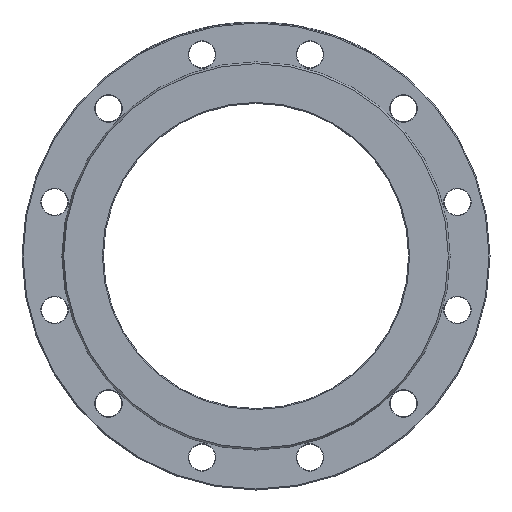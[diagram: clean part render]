
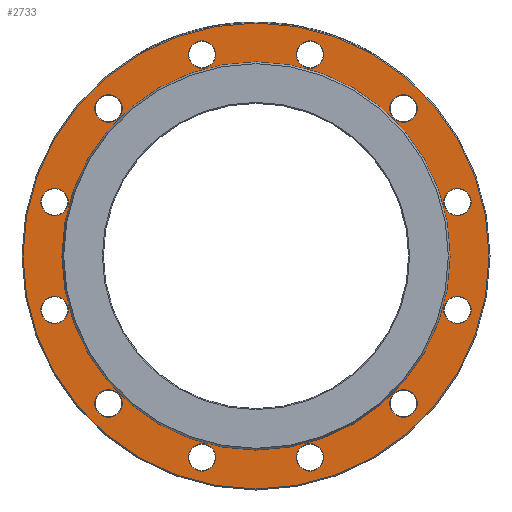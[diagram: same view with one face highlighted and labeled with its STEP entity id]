
A CAD part, left-side view. The second image highlights one B-rep face of the part: STEP entity #2733.
In plain terms, the highlighted planar face has unit normal (-1, 0, 0).
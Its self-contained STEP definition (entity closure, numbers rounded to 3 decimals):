
#60 = ORIENTED_EDGE ( 'NONE', *, *, #9188, .T. ) ;
#97 = ORIENTED_EDGE ( 'NONE', *, *, #5739, .T. ) ;
#111 = AXIS2_PLACEMENT_3D ( 'NONE', #9551, #3263, #6891 ) ;
#344 = VERTEX_POINT ( 'NONE', #3070 ) ;
#387 = DIRECTION ( 'NONE',  ( 0., 0.5, 0.866 ) ) ;
#392 = DIRECTION ( 'NONE',  ( 0., 0., 1. ) ) ;
#404 = CARTESIAN_POINT ( 'NONE',  ( 4., -138.207, 156.648 ) ) ;
#485 = DIRECTION ( 'NONE',  ( 1., 0., 0. ) ) ;
#491 = AXIS2_PLACEMENT_3D ( 'NONE', #4879, #4048, #387 ) ;
#661 = AXIS2_PLACEMENT_3D ( 'NONE', #8342, #3887, #5567 ) ;
#694 = DIRECTION ( 'NONE',  ( 1., 0., 0. ) ) ;
#813 = CARTESIAN_POINT ( 'NONE',  ( 4., -53.058, -198.015 ) ) ;
#1061 = CIRCLE ( 'NONE', #8421, 13.5 ) ;
#1086 = DIRECTION ( 'NONE',  ( -1., 0., 0. ) ) ;
#1170 = EDGE_CURVE ( 'NONE', #11654, #11654, #8600, .T. ) ;
#1188 = VERTEX_POINT ( 'NONE', #4664 ) ;
#1306 = VERTEX_POINT ( 'NONE', #404 ) ;
#1435 = EDGE_LOOP ( 'NONE', ( #7444 ) ) ;
#1453 = FACE_BOUND ( 'NONE', #3702, .T. ) ;
#1523 = EDGE_LOOP ( 'NONE', ( #10165 ) ) ;
#1601 = VERTEX_POINT ( 'NONE', #3722 ) ;
#1685 = FACE_BOUND ( 'NONE', #1523, .T. ) ;
#1747 = CIRCLE ( 'NONE', #4187, 13.5 ) ;
#1838 = AXIS2_PLACEMENT_3D ( 'NONE', #5836, #8496, #10443 ) ;
#1916 = DIRECTION ( 'NONE',  ( 1., 0., 0. ) ) ;
#1957 = VERTEX_POINT ( 'NONE', #5569 ) ;
#1978 = DIRECTION ( 'NONE',  ( 1., 0., 0. ) ) ;
#2062 = ORIENTED_EDGE ( 'NONE', *, *, #11274, .T. ) ;
#2084 = DIRECTION ( 'NONE',  ( 0., 0.5, -0.866 ) ) ;
#2193 = AXIS2_PLACEMENT_3D ( 'NONE', #8910, #7026, #10622 ) ;
#2326 = EDGE_LOOP ( 'NONE', ( #7241 ) ) ;
#2381 = AXIS2_PLACEMENT_3D ( 'NONE', #9796, #10672, #11605 ) ;
#2382 = FACE_BOUND ( 'NONE', #8937, .T. ) ;
#2407 = CARTESIAN_POINT ( 'NONE',  ( 4., -156.648, -138.207 ) ) ;
#2649 = EDGE_LOOP ( 'NONE', ( #2062 ) ) ;
#2733 = ADVANCED_FACE ( 'NONE', ( #1453, #2382, #6128, #5047, #10503, #3274, #8789, #8672, #9742, #5231, #4331, #3163, #11272, #1685 ), #6408, .F. ) ;
#2765 = EDGE_LOOP ( 'NONE', ( #4428 ) ) ;
#2840 = VERTEX_POINT ( 'NONE', #8464 ) ;
#2859 = CARTESIAN_POINT ( 'NONE',  ( 4., 53.058, -198.015 ) ) ;
#2954 = CARTESIAN_POINT ( 'NONE',  ( 4., -198.015, 66.558 ) ) ;
#2962 = DIRECTION ( 'NONE',  ( 1., 0., 0. ) ) ;
#2989 = ORIENTED_EDGE ( 'NONE', *, *, #9693, .T. ) ;
#3070 = CARTESIAN_POINT ( 'NONE',  ( 4., 0., -229. ) ) ;
#3095 = EDGE_CURVE ( 'NONE', #1601, #1601, #6196, .T. ) ;
#3163 = FACE_BOUND ( 'NONE', #6233, .T. ) ;
#3263 = DIRECTION ( 'NONE',  ( 1., 0., 0. ) ) ;
#3274 = FACE_BOUND ( 'NONE', #10825, .T. ) ;
#3360 = ORIENTED_EDGE ( 'NONE', *, *, #10623, .T. ) ;
#3665 = ORIENTED_EDGE ( 'NONE', *, *, #5860, .T. ) ;
#3689 = CIRCLE ( 'NONE', #6162, 13.5 ) ;
#3702 = EDGE_LOOP ( 'NONE', ( #60 ) ) ;
#3722 = CARTESIAN_POINT ( 'NONE',  ( 4., -66.558, -198.015 ) ) ;
#3734 = DIRECTION ( 'NONE',  ( 0., 0., -1. ) ) ;
#3739 = DIRECTION ( 'NONE',  ( 0., -0.5, 0.866 ) ) ;
#3834 = VERTEX_POINT ( 'NONE', #8229 ) ;
#3887 = DIRECTION ( 'NONE',  ( -1., 0., 0. ) ) ;
#3899 = CARTESIAN_POINT ( 'NONE',  ( 4., 144.957, -144.957 ) ) ;
#4048 = DIRECTION ( 'NONE',  ( 1., 0., 0. ) ) ;
#4088 = DIRECTION ( 'NONE',  ( 0., 0.866, -0.5 ) ) ;
#4187 = AXIS2_PLACEMENT_3D ( 'NONE', #4802, #485, #4088 ) ;
#4331 = FACE_BOUND ( 'NONE', #2326, .T. ) ;
#4428 = ORIENTED_EDGE ( 'NONE', *, *, #10199, .T. ) ;
#4610 = DIRECTION ( 'NONE',  ( 0., 0., -1. ) ) ;
#4623 = DIRECTION ( 'NONE',  ( 0., -0.866, -0.5 ) ) ;
#4640 = CIRCLE ( 'NONE', #2193, 13.5 ) ;
#4664 = CARTESIAN_POINT ( 'NONE',  ( 4., 138.207, -156.648 ) ) ;
#4707 = EDGE_CURVE ( 'NONE', #1957, #1957, #9213, .T. ) ;
#4721 = VERTEX_POINT ( 'NONE', #6403 ) ;
#4739 = DIRECTION ( 'NONE',  ( 1., 0., 0. ) ) ;
#4802 = CARTESIAN_POINT ( 'NONE',  ( 4., 144.957, 144.957 ) ) ;
#4829 = EDGE_LOOP ( 'NONE', ( #3360 ) ) ;
#4879 = CARTESIAN_POINT ( 'NONE',  ( 4., -144.957, 144.957 ) ) ;
#5019 = CIRCLE ( 'NONE', #111, 13.5 ) ;
#5047 = FACE_BOUND ( 'NONE', #9131, .T. ) ;
#5231 = FACE_BOUND ( 'NONE', #8817, .T. ) ;
#5422 = AXIS2_PLACEMENT_3D ( 'NONE', #10904, #1086, #3734 ) ;
#5567 = DIRECTION ( 'NONE',  ( 0., 0., 1. ) ) ;
#5569 = CARTESIAN_POINT ( 'NONE',  ( 4., 66.558, 198.015 ) ) ;
#5702 = CARTESIAN_POINT ( 'NONE',  ( 4., -198.015, -53.058 ) ) ;
#5719 = CIRCLE ( 'NONE', #8934, 13.5 ) ;
#5739 = EDGE_CURVE ( 'NONE', #10071, #10071, #9311, .T. ) ;
#5836 = CARTESIAN_POINT ( 'NONE',  ( 4., 53.058, 198.015 ) ) ;
#5860 = EDGE_CURVE ( 'NONE', #3834, #3834, #10068, .T. ) ;
#5905 = CARTESIAN_POINT ( 'NONE',  ( 4., -198.015, 53.058 ) ) ;
#6128 = FACE_BOUND ( 'NONE', #7621, .T. ) ;
#6162 = AXIS2_PLACEMENT_3D ( 'NONE', #10910, #4739, #2084 ) ;
#6180 = CIRCLE ( 'NONE', #5422, 229. ) ;
#6196 = CIRCLE ( 'NONE', #10722, 13.5 ) ;
#6233 = EDGE_LOOP ( 'NONE', ( #6265 ) ) ;
#6265 = ORIENTED_EDGE ( 'NONE', *, *, #11159, .T. ) ;
#6403 = CARTESIAN_POINT ( 'NONE',  ( 4., -204.765, -41.367 ) ) ;
#6408 = PLANE ( 'NONE',  #11103 ) ;
#6585 = CARTESIAN_POINT ( 'NONE',  ( 4., 190.781, 0. ) ) ;
#6587 = DIRECTION ( 'NONE',  ( 0., -0.5, -0.866 ) ) ;
#6799 = DIRECTION ( 'NONE',  ( 1., 0., 0. ) ) ;
#6810 = VERTEX_POINT ( 'NONE', #2407 ) ;
#6864 = DIRECTION ( 'NONE',  ( 0., -1., 0. ) ) ;
#6880 = EDGE_CURVE ( 'NONE', #2840, #2840, #1747, .T. ) ;
#6891 = DIRECTION ( 'NONE',  ( 0., -0.866, 0.5 ) ) ;
#7026 = DIRECTION ( 'NONE',  ( 1., 0., 0. ) ) ;
#7162 = EDGE_CURVE ( 'NONE', #1188, #1188, #5719, .T. ) ;
#7214 = EDGE_LOOP ( 'NONE', ( #8644 ) ) ;
#7232 = AXIS2_PLACEMENT_3D ( 'NONE', #5905, #6799, #392 ) ;
#7241 = ORIENTED_EDGE ( 'NONE', *, *, #7162, .T. ) ;
#7444 = ORIENTED_EDGE ( 'NONE', *, *, #3095, .T. ) ;
#7498 = CIRCLE ( 'NONE', #491, 13.5 ) ;
#7621 = EDGE_LOOP ( 'NONE', ( #10875 ) ) ;
#7694 = CARTESIAN_POINT ( 'NONE',  ( 4., -41.367, 204.765 ) ) ;
#8172 = CARTESIAN_POINT ( 'NONE',  ( 4., 0., 190.781 ) ) ;
#8229 = CARTESIAN_POINT ( 'NONE',  ( 4., 41.367, -204.765 ) ) ;
#8342 = CARTESIAN_POINT ( 'NONE',  ( 4., 0., 0. ) ) ;
#8421 = AXIS2_PLACEMENT_3D ( 'NONE', #5702, #1916, #3739 ) ;
#8464 = CARTESIAN_POINT ( 'NONE',  ( 4., 156.648, 138.207 ) ) ;
#8496 = DIRECTION ( 'NONE',  ( 1., 0., 0. ) ) ;
#8600 = CIRCLE ( 'NONE', #661, 190.781 ) ;
#8644 = ORIENTED_EDGE ( 'NONE', *, *, #9257, .T. ) ;
#8672 = FACE_BOUND ( 'NONE', #4829, .T. ) ;
#8789 = FACE_BOUND ( 'NONE', #7214, .T. ) ;
#8817 = EDGE_LOOP ( 'NONE', ( #3665 ) ) ;
#8910 = CARTESIAN_POINT ( 'NONE',  ( 4., -53.058, 198.015 ) ) ;
#8934 = AXIS2_PLACEMENT_3D ( 'NONE', #3899, #2962, #6587 ) ;
#8937 = EDGE_LOOP ( 'NONE', ( #11400 ) ) ;
#9131 = EDGE_LOOP ( 'NONE', ( #2989 ) ) ;
#9188 = EDGE_CURVE ( 'NONE', #9242, #9242, #3689, .T. ) ;
#9213 = CIRCLE ( 'NONE', #1838, 13.5 ) ;
#9242 = VERTEX_POINT ( 'NONE', #10891 ) ;
#9257 = EDGE_CURVE ( 'NONE', #4721, #4721, #1061, .T. ) ;
#9309 = DIRECTION ( 'NONE',  ( 1., 0., 0. ) ) ;
#9311 = CIRCLE ( 'NONE', #7232, 13.5 ) ;
#9528 = VERTEX_POINT ( 'NONE', #9586 ) ;
#9551 = CARTESIAN_POINT ( 'NONE',  ( 4., -144.957, -144.957 ) ) ;
#9586 = CARTESIAN_POINT ( 'NONE',  ( 4., 198.015, -66.558 ) ) ;
#9693 = EDGE_CURVE ( 'NONE', #10357, #10357, #4640, .T. ) ;
#9742 = FACE_BOUND ( 'NONE', #1435, .T. ) ;
#9777 = CIRCLE ( 'NONE', #2381, 13.5 ) ;
#9796 = CARTESIAN_POINT ( 'NONE',  ( 4., 198.015, -53.058 ) ) ;
#10068 = CIRCLE ( 'NONE', #10248, 13.5 ) ;
#10071 = VERTEX_POINT ( 'NONE', #2954 ) ;
#10165 = ORIENTED_EDGE ( 'NONE', *, *, #1170, .F. ) ;
#10199 = EDGE_CURVE ( 'NONE', #1306, #1306, #7498, .T. ) ;
#10248 = AXIS2_PLACEMENT_3D ( 'NONE', #2859, #1978, #4623 ) ;
#10357 = VERTEX_POINT ( 'NONE', #7694 ) ;
#10443 = DIRECTION ( 'NONE',  ( 0., 1., 0. ) ) ;
#10503 = FACE_BOUND ( 'NONE', #2765, .T. ) ;
#10622 = DIRECTION ( 'NONE',  ( 0., 0.866, 0.5 ) ) ;
#10623 = EDGE_CURVE ( 'NONE', #6810, #6810, #5019, .T. ) ;
#10672 = DIRECTION ( 'NONE',  ( 1., 0., 0. ) ) ;
#10722 = AXIS2_PLACEMENT_3D ( 'NONE', #813, #694, #6864 ) ;
#10825 = EDGE_LOOP ( 'NONE', ( #97 ) ) ;
#10875 = ORIENTED_EDGE ( 'NONE', *, *, #4707, .T. ) ;
#10891 = CARTESIAN_POINT ( 'NONE',  ( 4., 204.765, 41.367 ) ) ;
#10904 = CARTESIAN_POINT ( 'NONE',  ( 4., 0., 0. ) ) ;
#10910 = CARTESIAN_POINT ( 'NONE',  ( 4., 198.015, 53.058 ) ) ;
#11103 = AXIS2_PLACEMENT_3D ( 'NONE', #6585, #9309, #4610 ) ;
#11159 = EDGE_CURVE ( 'NONE', #9528, #9528, #9777, .T. ) ;
#11272 = FACE_OUTER_BOUND ( 'NONE', #2649, .T. ) ;
#11274 = EDGE_CURVE ( 'NONE', #344, #344, #6180, .T. ) ;
#11400 = ORIENTED_EDGE ( 'NONE', *, *, #6880, .T. ) ;
#11605 = DIRECTION ( 'NONE',  ( 0., 0., -1. ) ) ;
#11654 = VERTEX_POINT ( 'NONE', #8172 ) ;
